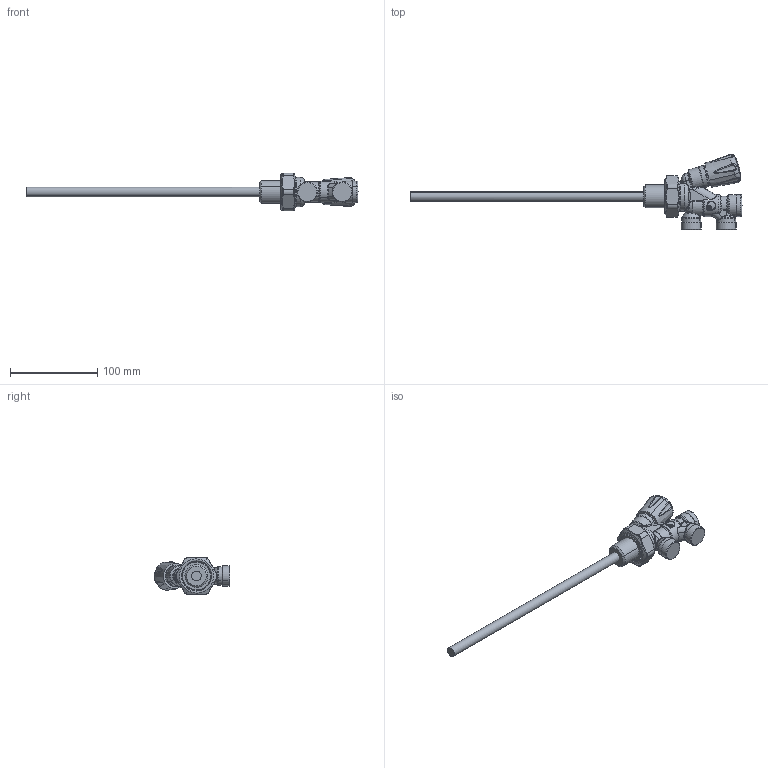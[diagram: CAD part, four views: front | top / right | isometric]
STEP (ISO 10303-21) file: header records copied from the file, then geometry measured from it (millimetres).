
FILE_DESCRIPTION(('CATIA V5 STEP Exchange'),'2;1');
FILE_NAME('STEP_455500_-_TST.stp','2017-12-21T15:36:01+00:00',('none'),('none'),'CATIA Version 5-6 Release 2016 SP4','CATIA V5 STEP AP203','none');
FILE_SCHEMA(('CONFIG_CONTROL_DESIGN'));
Length unit declared in the file: millimetre
Products named in the file (1): _4555000001_sw0001
Bounding box: 379.5 x 86.22 x 43 mm (x, y, z)
Surface area: 33813.9 mm2 (no closed solid volume)
Topology: 0 solids, 23 shells, 425 faces, 1128 edges, 694 vertices
Faces by surface type: bspline 189, cylinder 96, cone 56, torus 44, plane 25, sphere 15
Entity records: 23781 total; most frequent: CARTESIAN_POINT 16196, ORIENTED_EDGE 1929, EDGE_CURVE 1117, DIRECTION 873, VERTEX_POINT 694, AXIS2_PLACEMENT_3D 458, ADVANCED_FACE 425, EDGE_LOOP 425
